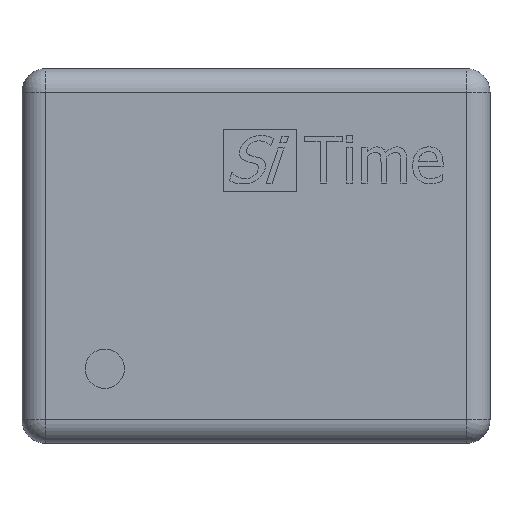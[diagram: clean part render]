
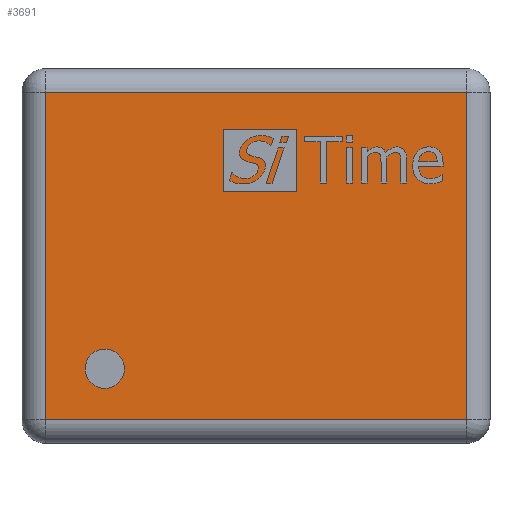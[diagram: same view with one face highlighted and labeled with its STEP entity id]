
A CAD part, top view. The second image highlights one B-rep face of the part: STEP entity #3691.
In plain terms, the highlighted planar face has unit normal (0, 0, 1).
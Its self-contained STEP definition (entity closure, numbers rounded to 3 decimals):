
#371=FACE_OUTER_BOUND('',#581,.T.);
#581=EDGE_LOOP('',(#2720,#2721,#2722,#2723));
#845=LINE('',#5292,#1230);
#847=LINE('',#5299,#1232);
#851=LINE('',#5316,#1236);
#853=LINE('',#5323,#1238);
#1230=VECTOR('',#4376,1.8);
#1232=VECTOR('',#4384,1.4);
#1236=VECTOR('',#4410,1.4);
#1238=VECTOR('',#4420,1.8);
#1608=VERTEX_POINT('',#5289);
#1609=VERTEX_POINT('',#5291);
#1611=VERTEX_POINT('',#5297);
#1613=VERTEX_POINT('',#5313);
#2010=EDGE_CURVE('',#1608,#1609,#845,.T.);
#2014=EDGE_CURVE('',#1611,#1608,#847,.T.);
#2024=EDGE_CURVE('',#1609,#1613,#851,.T.);
#2028=EDGE_CURVE('',#1613,#1611,#853,.T.);
#2720=ORIENTED_EDGE('',*,*,#2010,.F.);
#2721=ORIENTED_EDGE('',*,*,#2014,.F.);
#2722=ORIENTED_EDGE('',*,*,#2028,.F.);
#2723=ORIENTED_EDGE('',*,*,#2024,.F.);
#3540=PLANE('',#3960);
#3691=ADVANCED_FACE('',(#371),#3540,.T.);
#3960=AXIS2_PLACEMENT_3D('',#5329,#4430,#4431);
#4376=DIRECTION('',(1.,0.,0.));
#4384=DIRECTION('',(0.,1.,0.));
#4410=DIRECTION('',(0.,-1.,0.));
#4420=DIRECTION('',(-1.,0.,0.));
#4430=DIRECTION('center_axis',(0.,0.,1.));
#4431=DIRECTION('ref_axis',(1.,0.,0.));
#5289=CARTESIAN_POINT('',(-0.9,0.7,0.8));
#5291=CARTESIAN_POINT('',(0.9,0.7,0.8));
#5292=CARTESIAN_POINT('',(0.5,0.7,0.8));
#5297=CARTESIAN_POINT('',(-0.9,-0.7,0.8));
#5299=CARTESIAN_POINT('',(-0.9,0.4,0.8));
#5313=CARTESIAN_POINT('',(0.9,-0.7,0.8));
#5316=CARTESIAN_POINT('',(0.9,-0.4,0.8));
#5323=CARTESIAN_POINT('',(-0.5,-0.7,0.8));
#5329=CARTESIAN_POINT('Origin',(0.,0.,0.8));
